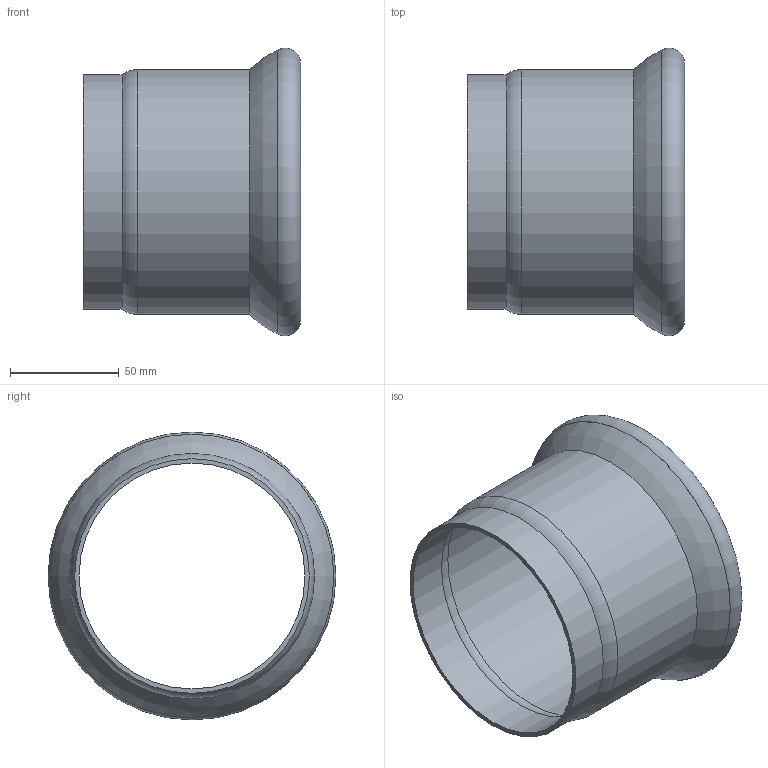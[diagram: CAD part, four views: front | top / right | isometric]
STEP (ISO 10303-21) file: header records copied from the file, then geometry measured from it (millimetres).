
FILE_DESCRIPTION(/* description */ ('MEZZOMANICOTTO A SALDARE DN108 (INOXPRES)'),/* implementation_level */ '2;1');
FILE_NAME(/* name */ '187108000R_Inoxpres.stp',/* time_stamp */ '2022-10-11T16:42:17+02:00',/* author */ ('Vault'),/* organization */ ('Raccorderie metalliche s.p.a. '),/* preprocessor_version */ 'ST-DEVELOPER v18.1',/* originating_system */ 'Autodesk Inventor 2020',/* authorisation */ 'Raccorderie metalliche s.p.a. ');
FILE_SCHEMA (('AUTOMOTIVE_DESIGN { 1 0 10303 214 3 1 1 }'));
Length unit declared in the file: millimetre
Products named in the file (1): 187108000R_Inoxpres
Bounding box: 100 x 132.48 x 132.48 mm (x, y, z)
Volume: 125143.7 mm3; surface area: 75513 mm2
Topology: 1 solids, 1 shells, 15 faces, 48 edges, 36 vertices
Faces by surface type: cylinder 6, torus 5, plane 3, bspline 1
Full cylindrical faces by diameter (mm): 104 x1, 108 x1, 108.8 x1, 110.7 x2, 112.8 x1
Entity records: 647 total; most frequent: CARTESIAN_POINT 126, DIRECTION 120, ORIENTED_EDGE 96, AXIS2_PLACEMENT_3D 57, EDGE_CURVE 48, CIRCLE 42, VERTEX_POINT 36, EDGE_LOOP 18
